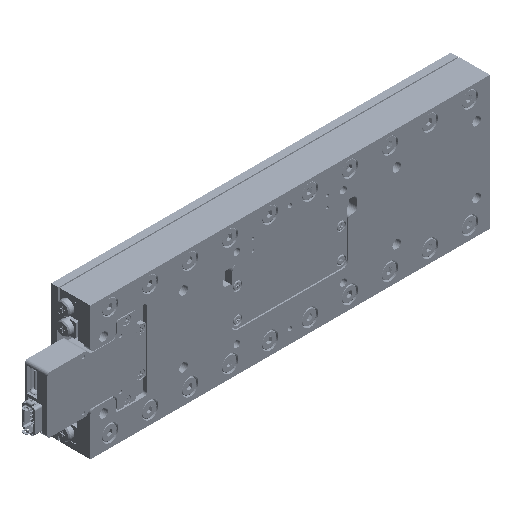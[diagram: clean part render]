
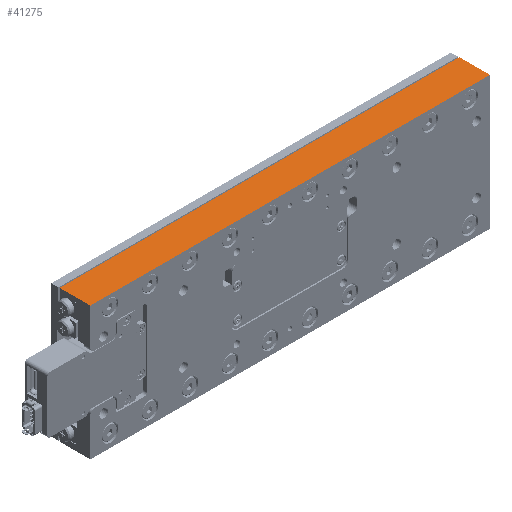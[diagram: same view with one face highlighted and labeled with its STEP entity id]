
A CAD part, isometric view. The second image highlights one B-rep face of the part: STEP entity #41275.
In plain terms, the highlighted planar face has unit normal (0, 0, 1).
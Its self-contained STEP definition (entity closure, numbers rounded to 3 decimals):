
#4871 = VECTOR ( 'NONE', #25818, 1000. ) ;
#5000 = DIRECTION ( 'NONE',  ( 1., 0., 0. ) ) ;
#11756 = FACE_OUTER_BOUND ( 'NONE', #23757, .T. ) ;
#13843 = DIRECTION ( 'NONE',  ( 0., -1., 0. ) ) ;
#13858 = LINE ( 'NONE', #90633, #4871 ) ;
#16876 = LINE ( 'NONE', #146510, #146892 ) ;
#22778 = VECTOR ( 'NONE', #5000, 1000. ) ;
#23757 = EDGE_LOOP ( 'NONE', ( #30280, #156890, #164544, #119536 ) ) ;
#25818 = DIRECTION ( 'NONE',  ( 0., -1., 0. ) ) ;
#30280 = ORIENTED_EDGE ( 'NONE', *, *, #153600, .T. ) ;
#34052 = VERTEX_POINT ( 'NONE', #128087 ) ;
#41275 = ADVANCED_FACE ( 'NONE', ( #11756 ), #155870, .F. ) ;
#45077 = CARTESIAN_POINT ( 'NONE',  ( 75., 11.5, 25. ) ) ;
#48294 = CARTESIAN_POINT ( 'NONE',  ( -75., 0., 25. ) ) ;
#54666 = AXIS2_PLACEMENT_3D ( 'NONE', #77416, #168640, #154176 ) ;
#59111 = EDGE_CURVE ( 'NONE', #88980, #77209, #134625, .T. ) ;
#65664 = EDGE_CURVE ( 'NONE', #88980, #66568, #13858, .T. ) ;
#66568 = VERTEX_POINT ( 'NONE', #48294 ) ;
#69899 = VECTOR ( 'NONE', #13843, 1000. ) ;
#77209 = VERTEX_POINT ( 'NONE', #45077 ) ;
#77416 = CARTESIAN_POINT ( 'NONE',  ( -75., 5.5, 25. ) ) ;
#88980 = VERTEX_POINT ( 'NONE', #140765 ) ;
#90280 = EDGE_CURVE ( 'NONE', #77209, #34052, #157104, .T. ) ;
#90633 = CARTESIAN_POINT ( 'NONE',  ( -75., 5.5, 25. ) ) ;
#119536 = ORIENTED_EDGE ( 'NONE', *, *, #65664, .T. ) ;
#128087 = CARTESIAN_POINT ( 'NONE',  ( 75., 0., 25. ) ) ;
#134625 = LINE ( 'NONE', #162690, #22778 ) ;
#140765 = CARTESIAN_POINT ( 'NONE',  ( -75., 11.5, 25. ) ) ;
#145666 = DIRECTION ( 'NONE',  ( 1., 0., 0. ) ) ;
#146510 = CARTESIAN_POINT ( 'NONE',  ( -75., 0., 25. ) ) ;
#146892 = VECTOR ( 'NONE', #145666, 1000. ) ;
#153600 = EDGE_CURVE ( 'NONE', #66568, #34052, #16876, .T. ) ;
#154176 = DIRECTION ( 'NONE',  ( -1., 0., 0. ) ) ;
#155870 = PLANE ( 'NONE',  #54666 ) ;
#156266 = CARTESIAN_POINT ( 'NONE',  ( 75., 5.5, 25. ) ) ;
#156890 = ORIENTED_EDGE ( 'NONE', *, *, #90280, .F. ) ;
#157104 = LINE ( 'NONE', #156266, #69899 ) ;
#162690 = CARTESIAN_POINT ( 'NONE',  ( -81.357, 11.5, 25. ) ) ;
#164544 = ORIENTED_EDGE ( 'NONE', *, *, #59111, .F. ) ;
#168640 = DIRECTION ( 'NONE',  ( 0., 0., -1. ) ) ;
